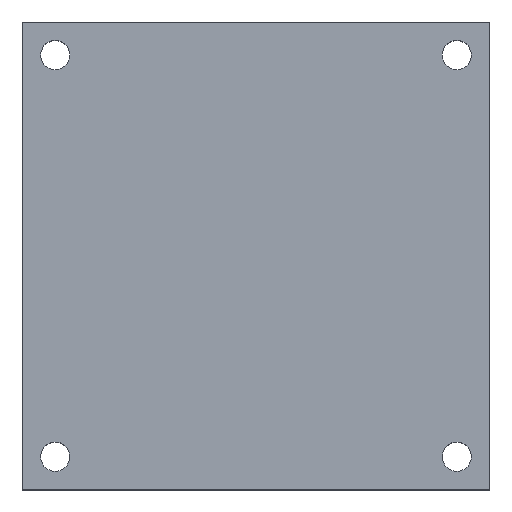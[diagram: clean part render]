
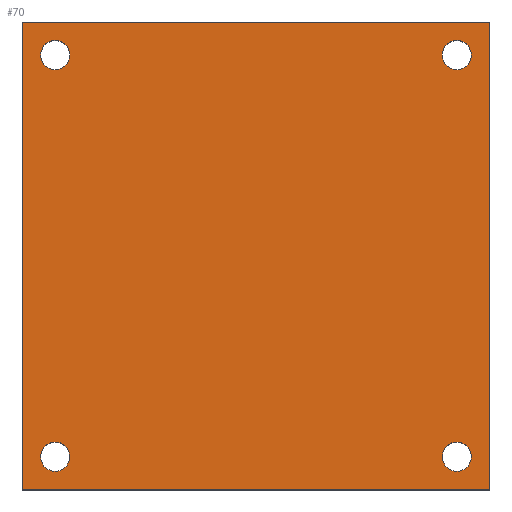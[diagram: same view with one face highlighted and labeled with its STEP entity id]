
A CAD part, top view. The second image highlights one B-rep face of the part: STEP entity #70.
In plain terms, the highlighted planar face has unit normal (0, 0, 1).
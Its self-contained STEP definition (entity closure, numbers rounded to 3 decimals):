
#70 = ADVANCED_FACE( '', ( #168, #169, #170, #171, #172 ), #173, .F. );
#168 = FACE_BOUND( '', #313, .T. );
#169 = FACE_BOUND( '', #314, .T. );
#170 = FACE_OUTER_BOUND( '', #315, .T. );
#171 = FACE_BOUND( '', #316, .T. );
#172 = FACE_BOUND( '', #317, .T. );
#173 = PLANE( '', #318 );
#313 = EDGE_LOOP( '', ( #472 ) );
#314 = EDGE_LOOP( '', ( #473 ) );
#315 = EDGE_LOOP( '', ( #474, #475, #476, #477 ) );
#316 = EDGE_LOOP( '', ( #478 ) );
#317 = EDGE_LOOP( '', ( #479 ) );
#318 = AXIS2_PLACEMENT_3D( '', #480, #481, #482 );
#472 = ORIENTED_EDGE( '', *, *, #669, .F. );
#473 = ORIENTED_EDGE( '', *, *, #645, .T. );
#474 = ORIENTED_EDGE( '', *, *, #670, .F. );
#475 = ORIENTED_EDGE( '', *, *, #671, .F. );
#476 = ORIENTED_EDGE( '', *, *, #663, .F. );
#477 = ORIENTED_EDGE( '', *, *, #672, .F. );
#478 = ORIENTED_EDGE( '', *, *, #673, .F. );
#479 = ORIENTED_EDGE( '', *, *, #674, .T. );
#480 = CARTESIAN_POINT( '', ( -42.5, 42.5, 16. ) );
#481 = DIRECTION( '', ( 0., 0., -1. ) );
#482 = DIRECTION( '', ( -1., 0., 0. ) );
#645 = EDGE_CURVE( '', #726, #726, #727, .T. );
#663 = EDGE_CURVE( '', #756, #758, #759, .T. );
#669 = EDGE_CURVE( '', #767, #767, #768, .T. );
#670 = EDGE_CURVE( '', #769, #770, #771, .T. );
#671 = EDGE_CURVE( '', #758, #769, #772, .T. );
#672 = EDGE_CURVE( '', #770, #756, #773, .T. );
#673 = EDGE_CURVE( '', #774, #774, #775, .T. );
#674 = EDGE_CURVE( '', #776, #776, #777, .T. );
#726 = VERTEX_POINT( '', #846 );
#727 = CIRCLE( '', #847, 2.65 );
#756 = VERTEX_POINT( '', #945 );
#758 = VERTEX_POINT( '', #948 );
#759 = LINE( '', #949, #950 );
#767 = VERTEX_POINT( '', #959 );
#768 = CIRCLE( '', #960, 2.65 );
#769 = VERTEX_POINT( '', #961 );
#770 = VERTEX_POINT( '', #962 );
#771 = LINE( '', #963, #964 );
#772 = LINE( '', #965, #966 );
#773 = LINE( '', #967, #968 );
#774 = VERTEX_POINT( '', #969 );
#775 = CIRCLE( '', #970, 2.65 );
#776 = VERTEX_POINT( '', #971 );
#777 = CIRCLE( '', #972, 2.65 );
#846 = CARTESIAN_POINT( '', ( 36.5, -33.85, 16. ) );
#847 = AXIS2_PLACEMENT_3D( '', #1109, #1110, #1111 );
#945 = CARTESIAN_POINT( '', ( 42.5, 42.5, 16. ) );
#948 = CARTESIAN_POINT( '', ( 42.5, -42.5, 16. ) );
#949 = CARTESIAN_POINT( '', ( 42.5, 42.5, 16. ) );
#950 = VECTOR( '', #1138, 1000. );
#959 = CARTESIAN_POINT( '', ( 36.5, 39.15, 16. ) );
#960 = AXIS2_PLACEMENT_3D( '', #1146, #1147, #1148 );
#961 = CARTESIAN_POINT( '', ( -42.5, -42.5, 16. ) );
#962 = CARTESIAN_POINT( '', ( -42.5, 42.5, 16. ) );
#963 = CARTESIAN_POINT( '', ( -42.5, -42.5, 16. ) );
#964 = VECTOR( '', #1149, 1000. );
#965 = CARTESIAN_POINT( '', ( 42.5, -42.5, 16. ) );
#966 = VECTOR( '', #1150, 1000. );
#967 = CARTESIAN_POINT( '', ( -42.5, 42.5, 16. ) );
#968 = VECTOR( '', #1151, 1000. );
#969 = CARTESIAN_POINT( '', ( -36.5, -33.85, 16. ) );
#970 = AXIS2_PLACEMENT_3D( '', #1152, #1153, #1154 );
#971 = CARTESIAN_POINT( '', ( -36.5, 39.15, 16. ) );
#972 = AXIS2_PLACEMENT_3D( '', #1155, #1156, #1157 );
#1109 = CARTESIAN_POINT( '', ( 36.5, -36.5, 16. ) );
#1110 = DIRECTION( '', ( 0., 0., -1. ) );
#1111 = DIRECTION( '', ( 0., 1., 0. ) );
#1138 = DIRECTION( '', ( 0., -1., 0. ) );
#1146 = CARTESIAN_POINT( '', ( 36.5, 36.5, 16. ) );
#1147 = DIRECTION( '', ( 0., 0., 1. ) );
#1148 = DIRECTION( '', ( 0., 1., 0. ) );
#1149 = DIRECTION( '', ( 0., 1., 0. ) );
#1150 = DIRECTION( '', ( -1., 0., 0. ) );
#1151 = DIRECTION( '', ( 1., 0., 0. ) );
#1152 = CARTESIAN_POINT( '', ( -36.5, -36.5, 16. ) );
#1153 = DIRECTION( '', ( 0., 0., 1. ) );
#1154 = DIRECTION( '', ( 0., 1., 0. ) );
#1155 = CARTESIAN_POINT( '', ( -36.5, 36.5, 16. ) );
#1156 = DIRECTION( '', ( 0., 0., -1. ) );
#1157 = DIRECTION( '', ( 0., 1., 0. ) );
